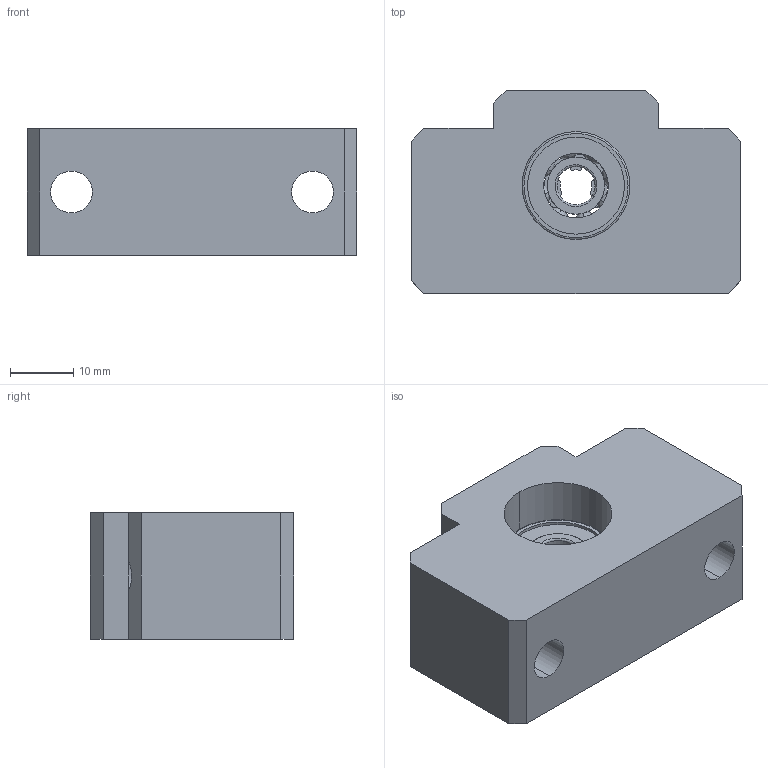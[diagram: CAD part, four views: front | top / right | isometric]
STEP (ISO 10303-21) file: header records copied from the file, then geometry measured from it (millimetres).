
FILE_DESCRIPTION (( 'STEP AP214' ), '1' );
FILE_NAME ('BF8.STEP', '2019-04-04T07:55:37', ( '' ), ( '' ), 'SwSTEP 2.0', 'SolidWorks 2015', '' );
FILE_SCHEMA (( 'AUTOMOTIVE_DESIGN' ));
Length unit declared in the file: millimetre
Products named in the file (1): BF8
Bounding box: 52 x 32 x 20 mm (x, y, z)
Volume: 23571.6 mm3; surface area: 9857.7 mm2
Topology: 3 solids, 3 shells, 721 faces, 2133 edges, 1410 vertices
Faces by surface type: plane 566, bspline 105, cylinder 50
Entity records: 27309 total; most frequent: CARTESIAN_POINT 8754, ORIENTED_EDGE 4202, DIRECTION 3321, EDGE_CURVE 2101, VECTOR 1591, LINE 1591, VERTEX_POINT 1410, AXIS2_PLACEMENT_3D 865
